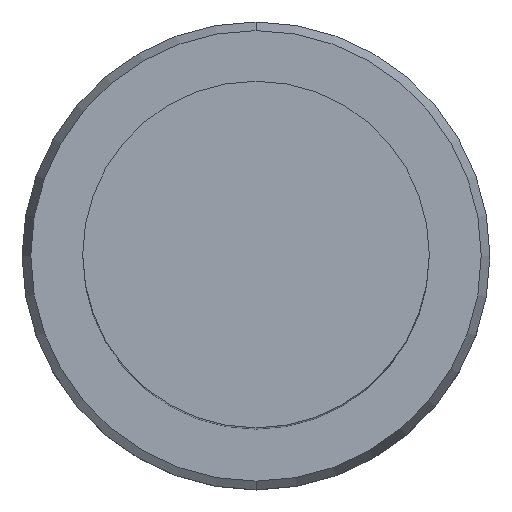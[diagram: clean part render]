
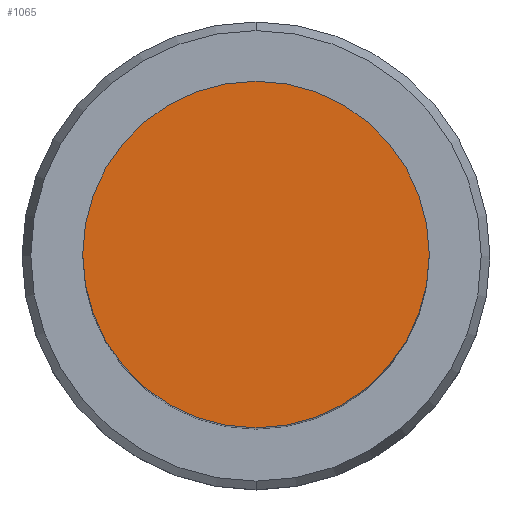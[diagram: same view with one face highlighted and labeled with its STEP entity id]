
A CAD part, top view. The second image highlights one B-rep face of the part: STEP entity #1065.
In plain terms, the highlighted planar face has unit normal (0, 0, 1).
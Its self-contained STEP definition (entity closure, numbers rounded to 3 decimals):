
#17=CARTESIAN_POINT('',(0.,0.,51.));
#18=DIRECTION('',(0.,0.,-1.));
#19=DIRECTION('',(0.,-1.,0.));
#20=AXIS2_PLACEMENT_3D('',#17,#18,#19);
#26=CARTESIAN_POINT('',(0.,0.,51.));
#27=DIRECTION('',(0.,0.,-1.));
#28=DIRECTION('',(0.,1.,0.));
#29=AXIS2_PLACEMENT_3D('',#26,#27,#28);
#898=CARTESIAN_POINT('',(0.,-10.,51.));
#899=CARTESIAN_POINT('',(0.,10.,51.));
#900=VERTEX_POINT('',#898);
#901=VERTEX_POINT('',#899);
#1054=CARTESIAN_POINT('',(0.,0.,51.));
#1055=DIRECTION('',(0.,0.,-1.));
#1056=DIRECTION('',(0.,-1.,0.));
#1057=AXIS2_PLACEMENT_3D('',#1054,#1055,#1056);
#1058=PLANE('',#1057);
#1060=ORIENTED_EDGE('',*,*,#1059,.T.);
#1062=ORIENTED_EDGE('',*,*,#1061,.T.);
#1063=EDGE_LOOP('',(#1060,#1062));
#1064=FACE_OUTER_BOUND('',#1063,.F.);
#21=CIRCLE('',#20,10.);
#30=CIRCLE('',#29,10.);
#1059=EDGE_CURVE('',#900,#901,#21,.T.);
#1061=EDGE_CURVE('',#901,#900,#30,.T.);
#1065=ADVANCED_FACE('',(#1064),#1058,.F.);
